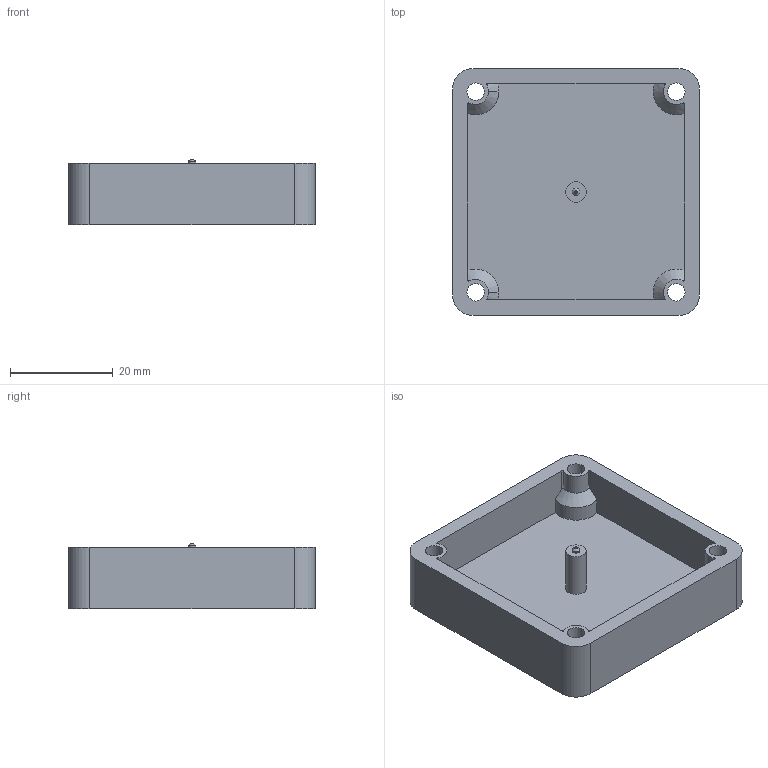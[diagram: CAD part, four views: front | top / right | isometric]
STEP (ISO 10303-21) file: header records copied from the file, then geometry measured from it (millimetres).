
FILE_DESCRIPTION(('FreeCAD Model'),'2;1');
FILE_NAME('Open CASCADE Shape Model','2026-01-22T11:00:03',(''),(''), 'Open CASCADE STEP processor 7.8','FreeCAD','Unknown');
FILE_SCHEMA(('AUTOMOTIVE_DESIGN { 1 0 10303 214 1 1 1 1 }'));
Length unit declared in the file: millimetre
Products named in the file (1): Bottom
Bounding box: 48 x 48 x 12.75 mm (x, y, z)
Volume: 11989.1 mm3; surface area: 8840.7 mm2
Topology: 1 solids, 1 shells, 54 faces, 150 edges, 101 vertices
Faces by surface type: cylinder 30, plane 13, cone 11
Full cylindrical faces by diameter (mm): 1.5 x1, 3.4 x4, 4 x1, 4.05 x4
Entity records: 1829 total; most frequent: CARTESIAN_POINT 346, DIRECTION 321, ORIENTED_EDGE 300, EDGE_CURVE 150, AXIS2_PLACEMENT_3D 124, VERTEX_POINT 101, LINE 73, VECTOR 73
